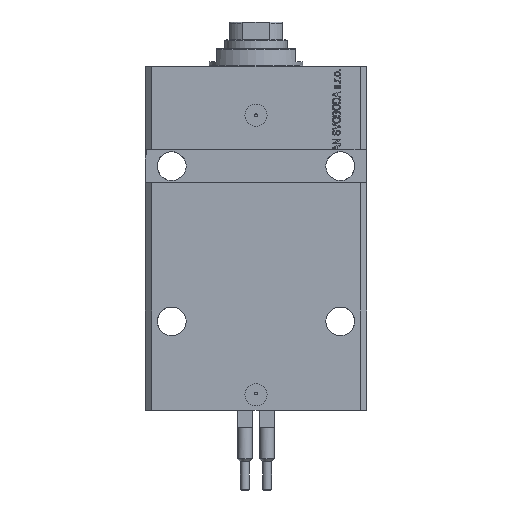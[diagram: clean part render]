
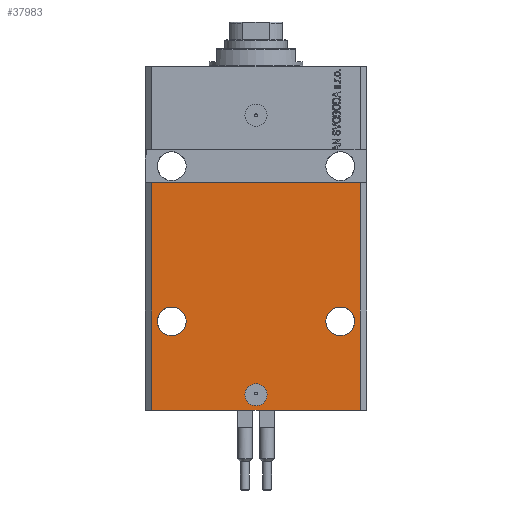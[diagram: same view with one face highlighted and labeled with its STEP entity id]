
A CAD part, front view. The second image highlights one B-rep face of the part: STEP entity #37983.
In plain terms, the highlighted planar face has unit normal (0, -1, 0).
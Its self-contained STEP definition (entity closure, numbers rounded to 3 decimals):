
#615 = EDGE_CURVE ( 'NONE', #23978, #40762, #46846, .T. ) ;
#784 = EDGE_CURVE ( 'NONE', #32969, #41297, #43087, .T. ) ;
#1087 = EDGE_LOOP ( 'NONE', ( #36301, #27958, #4923, #23675 ) ) ;
#1330 = AXIS2_PLACEMENT_3D ( 'NONE', #21347, #1997, #13410 ) ;
#1675 = DIRECTION ( 'NONE',  ( 0., -1., 0. ) ) ;
#1735 = AXIS2_PLACEMENT_3D ( 'NONE', #48101, #6721, #40424 ) ;
#1941 = CARTESIAN_POINT ( 'NONE',  ( -44.5, -37.5, -115. ) ) ;
#1997 = DIRECTION ( 'NONE',  ( 0., -1., 0. ) ) ;
#3033 = CARTESIAN_POINT ( 'NONE',  ( 0., -37.5, -148. ) ) ;
#4075 = CARTESIAN_POINT ( 'NONE',  ( -5., -37.5, -148. ) ) ;
#4200 = ORIENTED_EDGE ( 'NONE', *, *, #17576, .F. ) ;
#4923 = ORIENTED_EDGE ( 'NONE', *, *, #19933, .T. ) ;
#5266 = CARTESIAN_POINT ( 'NONE',  ( 31.5, -37.5, -115. ) ) ;
#5611 = AXIS2_PLACEMENT_3D ( 'NONE', #47175, #20662, #39989 ) ;
#6721 = DIRECTION ( 'NONE',  ( 0., -1., 0. ) ) ;
#8662 = DIRECTION ( 'NONE',  ( 1., 0., 0. ) ) ;
#9114 = EDGE_LOOP ( 'NONE', ( #42589, #16145 ) ) ;
#9599 = DIRECTION ( 'NONE',  ( 0., 0., 1. ) ) ;
#10664 = VERTEX_POINT ( 'NONE', #5266 ) ;
#11419 = DIRECTION ( 'NONE',  ( 1., 0., 0. ) ) ;
#12132 = CARTESIAN_POINT ( 'NONE',  ( -50., -37.5, -52.5 ) ) ;
#12149 = VERTEX_POINT ( 'NONE', #36380 ) ;
#12419 = CARTESIAN_POINT ( 'NONE',  ( -31.5, -37.5, -115. ) ) ;
#13313 = CARTESIAN_POINT ( 'NONE',  ( -47., -37.5, -155. ) ) ;
#13410 = DIRECTION ( 'NONE',  ( 1., 0., 0. ) ) ;
#13794 = LINE ( 'NONE', #13313, #30765 ) ;
#13800 = EDGE_LOOP ( 'NONE', ( #4200, #47103 ) ) ;
#14457 = EDGE_CURVE ( 'NONE', #18027, #10664, #17975, .T. ) ;
#14654 = VERTEX_POINT ( 'NONE', #1941 ) ;
#15563 = AXIS2_PLACEMENT_3D ( 'NONE', #3033, #25592, #36738 ) ;
#16145 = ORIENTED_EDGE ( 'NONE', *, *, #43738, .F. ) ;
#16295 = AXIS2_PLACEMENT_3D ( 'NONE', #35628, #1675, #48015 ) ;
#16620 = CARTESIAN_POINT ( 'NONE',  ( 44.5, -37.5, -115. ) ) ;
#17298 = CIRCLE ( 'NONE', #44987, 6.5 ) ;
#17576 = EDGE_CURVE ( 'NONE', #40762, #23978, #36146, .T. ) ;
#17975 = CIRCLE ( 'NONE', #1330, 6.5 ) ;
#18027 = VERTEX_POINT ( 'NONE', #16620 ) ;
#18405 = CARTESIAN_POINT ( 'NONE',  ( 5., -37.5, -148. ) ) ;
#18750 = VERTEX_POINT ( 'NONE', #12419 ) ;
#19933 = EDGE_CURVE ( 'NONE', #39525, #12149, #40113, .T. ) ;
#19956 = VECTOR ( 'NONE', #8662, 1000. ) ;
#20662 = DIRECTION ( 'NONE',  ( 0., -1., 0. ) ) ;
#21347 = CARTESIAN_POINT ( 'NONE',  ( 38., -37.5, -115. ) ) ;
#21793 = CARTESIAN_POINT ( 'NONE',  ( -38., -37.5, -115. ) ) ;
#22625 = EDGE_CURVE ( 'NONE', #39525, #32969, #13794, .T. ) ;
#22824 = FACE_BOUND ( 'NONE', #9114, .T. ) ;
#23675 = ORIENTED_EDGE ( 'NONE', *, *, #35312, .T. ) ;
#23978 = VERTEX_POINT ( 'NONE', #4075 ) ;
#24216 = DIRECTION ( 'NONE',  ( 0., 0., 1. ) ) ;
#25431 = CIRCLE ( 'NONE', #5611, 6.5 ) ;
#25592 = DIRECTION ( 'NONE',  ( 0., -1., 0. ) ) ;
#26771 = FACE_OUTER_BOUND ( 'NONE', #1087, .T. ) ;
#27009 = FACE_BOUND ( 'NONE', #13800, .T. ) ;
#27446 = CARTESIAN_POINT ( 'NONE',  ( -47., -37.5, -155. ) ) ;
#27958 = ORIENTED_EDGE ( 'NONE', *, *, #22625, .F. ) ;
#28351 = AXIS2_PLACEMENT_3D ( 'NONE', #42128, #41893, #11419 ) ;
#28460 = DIRECTION ( 'NONE',  ( 1., 0., 0. ) ) ;
#28675 = EDGE_LOOP ( 'NONE', ( #29177, #44766 ) ) ;
#29177 = ORIENTED_EDGE ( 'NONE', *, *, #14457, .F. ) ;
#29333 = EDGE_CURVE ( 'NONE', #10664, #18027, #37678, .T. ) ;
#30765 = VECTOR ( 'NONE', #24216, 1000. ) ;
#32969 = VERTEX_POINT ( 'NONE', #44940 ) ;
#34967 = EDGE_CURVE ( 'NONE', #18750, #14654, #17298, .T. ) ;
#35312 = EDGE_CURVE ( 'NONE', #12149, #41297, #40064, .T. ) ;
#35628 = CARTESIAN_POINT ( 'NONE',  ( 38., -37.5, -115. ) ) ;
#36146 = CIRCLE ( 'NONE', #15563, 5. ) ;
#36301 = ORIENTED_EDGE ( 'NONE', *, *, #784, .F. ) ;
#36380 = CARTESIAN_POINT ( 'NONE',  ( 47., -37.5, -155. ) ) ;
#36738 = DIRECTION ( 'NONE',  ( 1., 0., 0. ) ) ;
#37678 = CIRCLE ( 'NONE', #16295, 6.5 ) ;
#37775 = VECTOR ( 'NONE', #9599, 1000. ) ;
#37817 = VECTOR ( 'NONE', #28460, 1000. ) ;
#37848 = CARTESIAN_POINT ( 'NONE',  ( 47., -37.5, -52.5 ) ) ;
#37983 = ADVANCED_FACE ( 'NONE', ( #27009, #45365, #22824, #26771 ), #45119, .T. ) ;
#39525 = VERTEX_POINT ( 'NONE', #27446 ) ;
#39821 = CARTESIAN_POINT ( 'NONE',  ( 47., -37.5, -155. ) ) ;
#39989 = DIRECTION ( 'NONE',  ( -1., 0., 0. ) ) ;
#40064 = LINE ( 'NONE', #39821, #37775 ) ;
#40113 = LINE ( 'NONE', #43580, #37817 ) ;
#40424 = DIRECTION ( 'NONE',  ( 1., 0., 0. ) ) ;
#40762 = VERTEX_POINT ( 'NONE', #18405 ) ;
#41297 = VERTEX_POINT ( 'NONE', #37848 ) ;
#41893 = DIRECTION ( 'NONE',  ( 0., -1., 0. ) ) ;
#42128 = CARTESIAN_POINT ( 'NONE',  ( -47., -37.5, -155. ) ) ;
#42589 = ORIENTED_EDGE ( 'NONE', *, *, #34967, .F. ) ;
#43087 = LINE ( 'NONE', #12132, #19956 ) ;
#43580 = CARTESIAN_POINT ( 'NONE',  ( -47., -37.5, -155. ) ) ;
#43738 = EDGE_CURVE ( 'NONE', #14654, #18750, #25431, .T. ) ;
#44766 = ORIENTED_EDGE ( 'NONE', *, *, #29333, .F. ) ;
#44940 = CARTESIAN_POINT ( 'NONE',  ( -47., -37.5, -52.5 ) ) ;
#44987 = AXIS2_PLACEMENT_3D ( 'NONE', #21793, #47315, #47806 ) ;
#45119 = PLANE ( 'NONE',  #28351 ) ;
#45365 = FACE_BOUND ( 'NONE', #28675, .T. ) ;
#46846 = CIRCLE ( 'NONE', #1735, 5. ) ;
#47103 = ORIENTED_EDGE ( 'NONE', *, *, #615, .F. ) ;
#47175 = CARTESIAN_POINT ( 'NONE',  ( -38., -37.5, -115. ) ) ;
#47315 = DIRECTION ( 'NONE',  ( 0., -1., 0. ) ) ;
#47806 = DIRECTION ( 'NONE',  ( -1., 0., 0. ) ) ;
#48015 = DIRECTION ( 'NONE',  ( 1., 0., 0. ) ) ;
#48101 = CARTESIAN_POINT ( 'NONE',  ( 0., -37.5, -148. ) ) ;
